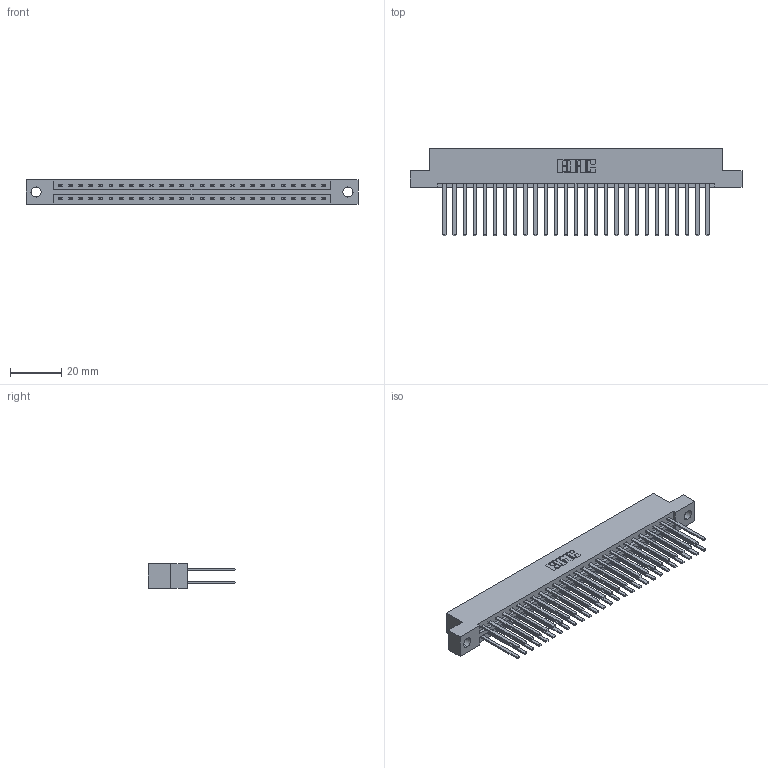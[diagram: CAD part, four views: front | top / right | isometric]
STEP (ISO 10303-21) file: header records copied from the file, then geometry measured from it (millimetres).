
FILE_DESCRIPTION (( 'STEP AP203' ), '1' );
FILE_NAME ('337-054-544-204.STEP', '2019-10-09T18:11:23', ( '' ), ( '' ), 'SwSTEP 2.0', 'SolidWorks 2016', '' );
FILE_SCHEMA (( 'CONFIG_CONTROL_DESIGN' ));
Length unit declared in the file: inch
Products named in the file (3): 345-292-001_345-293-144; 337-054-544-204; 337 Part_Flush Mounting Lugs - 0.156 Dia-TH
Assembly tree (55 placements, depth 2):
  337-054-544-204
    337 Part_Flush Mounting Lugs - 0.156 Dia-TH
    345-292-001_345-293-144  x54
Bounding box: 130 x 34.3 x 9.4 mm (x, y, z)
Volume: 14169.6 mm3; surface area: 18143.3 mm2
Topology: 55 solids, 55 shells, 2706 faces, 8033 edges, 5282 vertices
Faces by surface type: plane 1906, cylinder 800
Entity records: 22693 total; most frequent: CARTESIAN_POINT 3834, ORIENTED_EDGE 3770, DIRECTION 3285, EDGE_CURVE 1885, LINE 1761, VECTOR 1761, VERTEX_POINT 1254, AXIS2_PLACEMENT_3D 762
